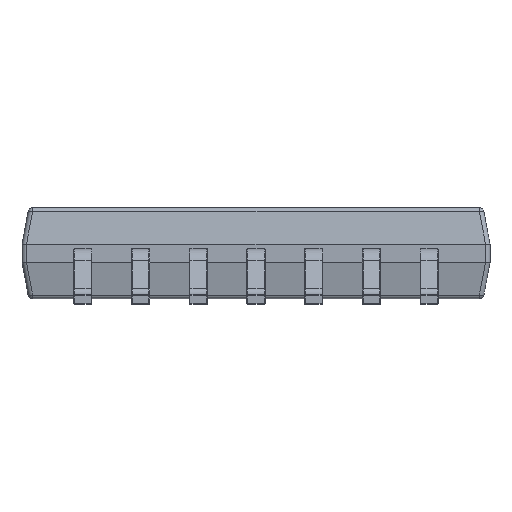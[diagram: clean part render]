
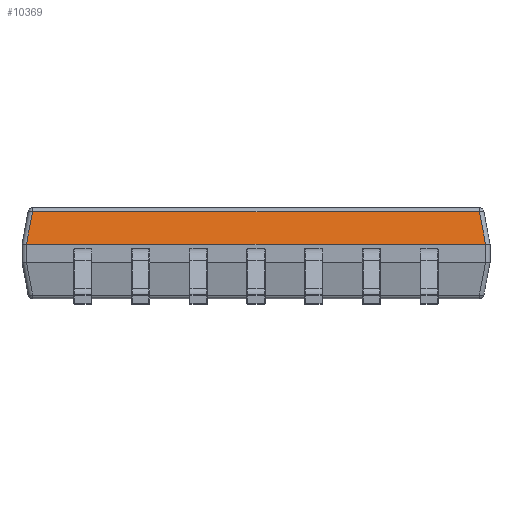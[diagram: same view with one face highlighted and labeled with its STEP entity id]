
A CAD part, front view. The second image highlights one B-rep face of the part: STEP entity #10369.
In plain terms, the highlighted planar face has unit normal (0, -0.983, 0.184).
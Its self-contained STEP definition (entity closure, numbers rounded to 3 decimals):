
#4 = VERTEX_POINT ( 'NONE', #24757 ) ;
#439 = CARTESIAN_POINT ( 'NONE',  ( 0., -2.515, 2.018 ) ) ;
#1036 = LINE ( 'NONE', #47876, #20815 ) ;
#1290 = ORIENTED_EDGE ( 'NONE', *, *, #49024, .T. ) ;
#1542 = VECTOR ( 'NONE', #24042, 1000. ) ;
#5260 = CARTESIAN_POINT ( 'NONE',  ( 4.741, -2.339, 2.959 ) ) ;
#6718 = FACE_OUTER_BOUND ( 'NONE', #41371, .T. ) ;
#8385 = CARTESIAN_POINT ( 'NONE',  ( 5.052, -2.65, 1.3 ) ) ;
#8630 = CARTESIAN_POINT ( 'NONE',  ( 5.051, -2.65, 1.3 ) ) ;
#8913 = EDGE_CURVE ( 'NONE', #35212, #36450, #39067, .T. ) ;
#10007 = PLANE ( 'NONE',  #15694 ) ;
#10369 = ADVANCED_FACE ( 'NONE', ( #6718 ), #10007, .T. ) ;
#12162 = CARTESIAN_POINT ( 'NONE',  ( -5.05, -2.65, 1.3 ) ) ;
#12653 = CARTESIAN_POINT ( 'NONE',  ( -5.052, -2.65, 1.3 ) ) ;
#13163 = CARTESIAN_POINT ( 'NONE',  ( -5.051, -2.65, 1.3 ) ) ;
#13809 = VERTEX_POINT ( 'NONE', #19481 ) ;
#14229 = ORIENTED_EDGE ( 'NONE', *, *, #8913, .T. ) ;
#15694 = AXIS2_PLACEMENT_3D ( 'NONE', #41534, #49493, #45416 ) ;
#16001 = CARTESIAN_POINT ( 'NONE',  ( 5.051, -2.65, 1.3 ) ) ;
#17912 = ORIENTED_EDGE ( 'NONE', *, *, #36429, .T. ) ;
#19481 = CARTESIAN_POINT ( 'NONE',  ( 5.05, -2.65, 1.3 ) ) ;
#19622 = CARTESIAN_POINT ( 'NONE',  ( 4.917, -2.515, 2.018 ) ) ;
#19699 = CARTESIAN_POINT ( 'NONE',  ( -5.15, -2.65, 1.3 ) ) ;
#20815 = VECTOR ( 'NONE', #43286, 1000. ) ;
#23795 = CARTESIAN_POINT ( 'NONE',  ( 5.052, -2.65, 1.3 ) ) ;
#24042 = DIRECTION ( 'NONE',  ( -1., 0., 0. ) ) ;
#24757 = CARTESIAN_POINT ( 'NONE',  ( -4.917, -2.515, 2.018 ) ) ;
#24761 = CARTESIAN_POINT ( 'NONE',  ( 5.05, -2.65, 1.3 ) ) ;
#27256 =( BOUNDED_CURVE ( )  B_SPLINE_CURVE ( 3, ( #24761, #16001, #8630, #8385 ),
 .UNSPECIFIED., .F., .F. ) 
 B_SPLINE_CURVE_WITH_KNOTS ( ( 4, 4 ),
 ( 0., 0.017 ),
 .UNSPECIFIED. ) 
 CURVE ( )  GEOMETRIC_REPRESENTATION_ITEM ( )  RATIONAL_B_SPLINE_CURVE ( ( 1., 1., 1., 1. ) ) 
 REPRESENTATION_ITEM ( '' )  );
#28028 = VERTEX_POINT ( 'NONE', #19622 ) ;
#28044 = DIRECTION ( 'NONE',  ( -1., 0., 0. ) ) ;
#28049 = ORIENTED_EDGE ( 'NONE', *, *, #39094, .T. ) ;
#28275 = CARTESIAN_POINT ( 'NONE',  ( -5.05, -2.65, 1.3 ) ) ;
#30044 = ORIENTED_EDGE ( 'NONE', *, *, #32503, .T. ) ;
#30475 = CARTESIAN_POINT ( 'NONE',  ( -5.052, -2.65, 1.3 ) ) ;
#32381 = CARTESIAN_POINT ( 'NONE',  ( -5.051, -2.65, 1.3 ) ) ;
#32503 = EDGE_CURVE ( 'NONE', #13809, #33324, #27256, .T. ) ;
#33126 = LINE ( 'NONE', #5260, #40868 ) ;
#33324 = VERTEX_POINT ( 'NONE', #23795 ) ;
#35212 = VERTEX_POINT ( 'NONE', #30475 ) ;
#36429 = EDGE_CURVE ( 'NONE', #28028, #4, #39570, .T. ) ;
#36450 = VERTEX_POINT ( 'NONE', #12162 ) ;
#36462 = DIRECTION ( 'NONE',  ( -0.181, 0.181, 0.967 ) ) ;
#39067 =( BOUNDED_CURVE ( )  B_SPLINE_CURVE ( 3, ( #12653, #13163, #32381, #28275 ),
 .UNSPECIFIED., .F., .T. ) 
 B_SPLINE_CURVE_WITH_KNOTS ( ( 4, 4 ),
 ( 6.266, 6.283 ),
 .UNSPECIFIED. ) 
 CURVE ( )  GEOMETRIC_REPRESENTATION_ITEM ( )  RATIONAL_B_SPLINE_CURVE ( ( 1., 1., 1., 1. ) ) 
 REPRESENTATION_ITEM ( '' )  );
#39094 = EDGE_CURVE ( 'NONE', #4, #35212, #1036, .T. ) ;
#39570 = LINE ( 'NONE', #439, #48173 ) ;
#40184 = LINE ( 'NONE', #19699, #1542 ) ;
#40868 = VECTOR ( 'NONE', #36462, 1000. ) ;
#41371 = EDGE_LOOP ( 'NONE', ( #48961, #30044, #1290, #17912, #28049, #14229 ) ) ;
#41403 = EDGE_CURVE ( 'NONE', #13809, #36450, #40184, .T. ) ;
#41534 = CARTESIAN_POINT ( 'NONE',  ( 0., -2.5, 2.1 ) ) ;
#43286 = DIRECTION ( 'NONE',  ( -0.181, -0.181, -0.967 ) ) ;
#45416 = DIRECTION ( 'NONE',  ( -1., 0., 0. ) ) ;
#47876 = CARTESIAN_POINT ( 'NONE',  ( -4.741, -2.339, 2.959 ) ) ;
#48173 = VECTOR ( 'NONE', #28044, 1000. ) ;
#48961 = ORIENTED_EDGE ( 'NONE', *, *, #41403, .F. ) ;
#49024 = EDGE_CURVE ( 'NONE', #33324, #28028, #33126, .T. ) ;
#49493 = DIRECTION ( 'NONE',  ( 0., -0.983, 0.184 ) ) ;
